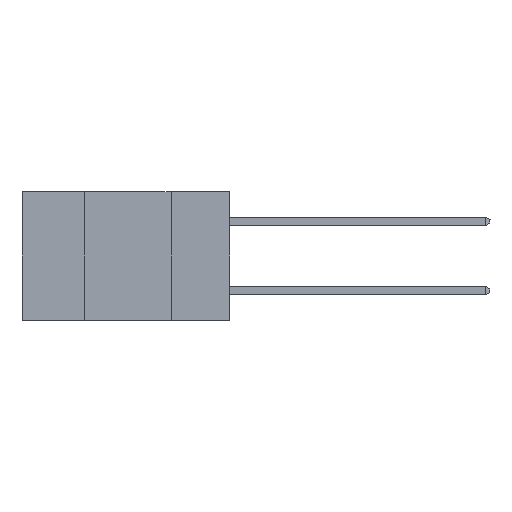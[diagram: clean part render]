
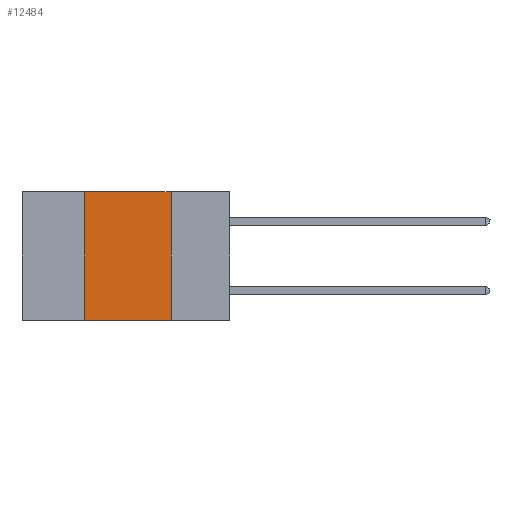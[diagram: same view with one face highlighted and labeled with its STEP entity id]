
A CAD part, left-side view. The second image highlights one B-rep face of the part: STEP entity #12484.
In plain terms, the highlighted planar face has unit normal (-1, 0, 0).
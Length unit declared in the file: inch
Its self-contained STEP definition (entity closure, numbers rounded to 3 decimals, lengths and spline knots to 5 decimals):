
#1817 = DIRECTION ( 'NONE',  ( 0., -1., 0. ) ) ;
#2960 = VERTEX_POINT ( 'NONE', #24937 ) ;
#3467 = EDGE_CURVE ( 'NONE', #23936, #16560, #15367, .T. ) ;
#3755 = FACE_OUTER_BOUND ( 'NONE', #8108, .T. ) ;
#4100 = DIRECTION ( 'NONE',  ( 0., 0., -1. ) ) ;
#4257 = VECTOR ( 'NONE', #4867, 39.37008 ) ;
#4867 = DIRECTION ( 'NONE',  ( 0., -1., 0. ) ) ;
#5212 = VERTEX_POINT ( 'NONE', #24913 ) ;
#7672 = CARTESIAN_POINT ( 'NONE',  ( 0., 0.6, 0. ) ) ;
#8108 = EDGE_LOOP ( 'NONE', ( #12133, #15589, #11680, #12576 ) ) ;
#9952 = CARTESIAN_POINT ( 'NONE',  ( 0., 0.42, -0.37 ) ) ;
#11680 = ORIENTED_EDGE ( 'NONE', *, *, #3467, .F. ) ;
#11858 = PLANE ( 'NONE',  #21124 ) ;
#12133 = ORIENTED_EDGE ( 'NONE', *, *, #20599, .F. ) ;
#12484 = ADVANCED_FACE ( 'NONE', ( #3755 ), #11858, .F. ) ;
#12576 = ORIENTED_EDGE ( 'NONE', *, *, #23990, .T. ) ;
#13951 = DIRECTION ( 'NONE',  ( 0., 0., -1. ) ) ;
#14276 = CARTESIAN_POINT ( 'NONE',  ( 0., 0.6, -0.37 ) ) ;
#14451 = CARTESIAN_POINT ( 'NONE',  ( 0., 0.17, 0. ) ) ;
#15329 = LINE ( 'NONE', #21458, #4257 ) ;
#15367 = LINE ( 'NONE', #25095, #20216 ) ;
#15589 = ORIENTED_EDGE ( 'NONE', *, *, #15643, .F. ) ;
#15643 = EDGE_CURVE ( 'NONE', #16560, #5212, #15329, .T. ) ;
#16319 = VECTOR ( 'NONE', #4100, 39.37008 ) ;
#16560 = VERTEX_POINT ( 'NONE', #24594 ) ;
#17106 = DIRECTION ( 'NONE',  ( 0., 0., 1. ) ) ;
#20216 = VECTOR ( 'NONE', #17106, 39.37008 ) ;
#20599 = EDGE_CURVE ( 'NONE', #5212, #2960, #22424, .T. ) ;
#21124 = AXIS2_PLACEMENT_3D ( 'NONE', #7672, #26245, #13951 ) ;
#21458 = CARTESIAN_POINT ( 'NONE',  ( 0., 0.6, 0. ) ) ;
#21556 = LINE ( 'NONE', #14276, #22837 ) ;
#22424 = LINE ( 'NONE', #14451, #16319 ) ;
#22837 = VECTOR ( 'NONE', #1817, 39.37008 ) ;
#23936 = VERTEX_POINT ( 'NONE', #9952 ) ;
#23990 = EDGE_CURVE ( 'NONE', #23936, #2960, #21556, .T. ) ;
#24594 = CARTESIAN_POINT ( 'NONE',  ( 0., 0.42, 0. ) ) ;
#24913 = CARTESIAN_POINT ( 'NONE',  ( 0., 0.17, 0. ) ) ;
#24937 = CARTESIAN_POINT ( 'NONE',  ( 0., 0.17, -0.37 ) ) ;
#25095 = CARTESIAN_POINT ( 'NONE',  ( 0., 0.42, 0. ) ) ;
#26245 = DIRECTION ( 'NONE',  ( 1., 0., 0. ) ) ;
